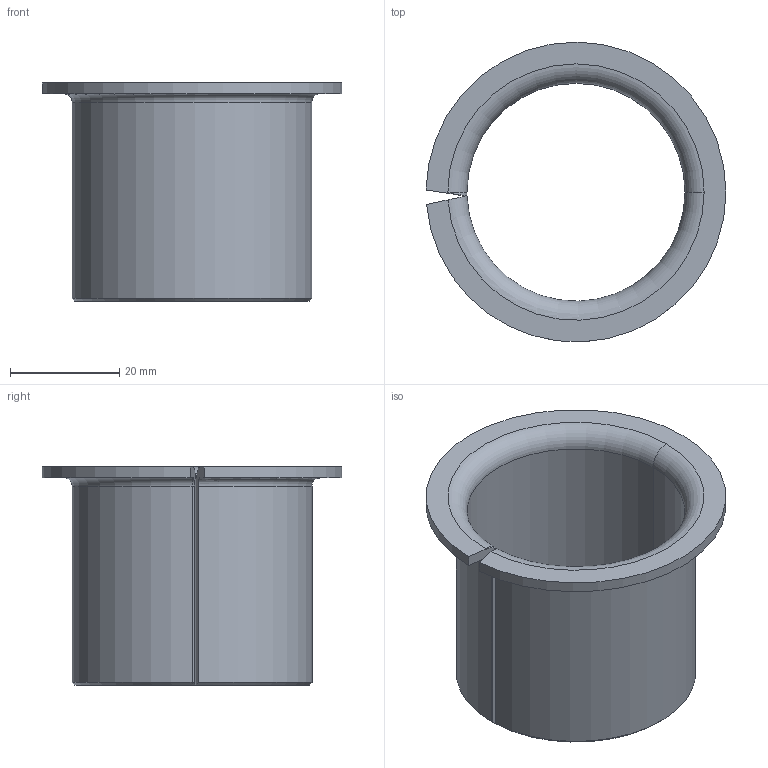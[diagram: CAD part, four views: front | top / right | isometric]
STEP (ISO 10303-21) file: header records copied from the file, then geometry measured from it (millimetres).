
FILE_DESCRIPTION(('STEP AP203'),'1');
FILE_NAME('490-ABB090-4040.stp','2016-09-23T15:17:58',(' '),(' '),'Spatial InterOp 3D',' ',' ');
FILE_SCHEMA(('CONFIG_CONTROL_DESIGN'));
Length unit declared in the file: millimetre
Products named in the file (1): 1
Bounding box: 55 x 54.98 x 40 mm (x, y, z)
Volume: 11911.7 mm3; surface area: 12642.7 mm2
Topology: 1 solids, 1 shells, 25 faces, 61 edges, 36 vertices
Faces by surface type: cylinder 8, cone 6, torus 6, plane 5
Entity records: 823 total; most frequent: CARTESIAN_POINT 183, DIRECTION 137, ORIENTED_EDGE 122, EDGE_CURVE 61, AXIS2_PLACEMENT_3D 58, VERTEX_POINT 36, CIRCLE 32, ADVANCED_FACE 25
